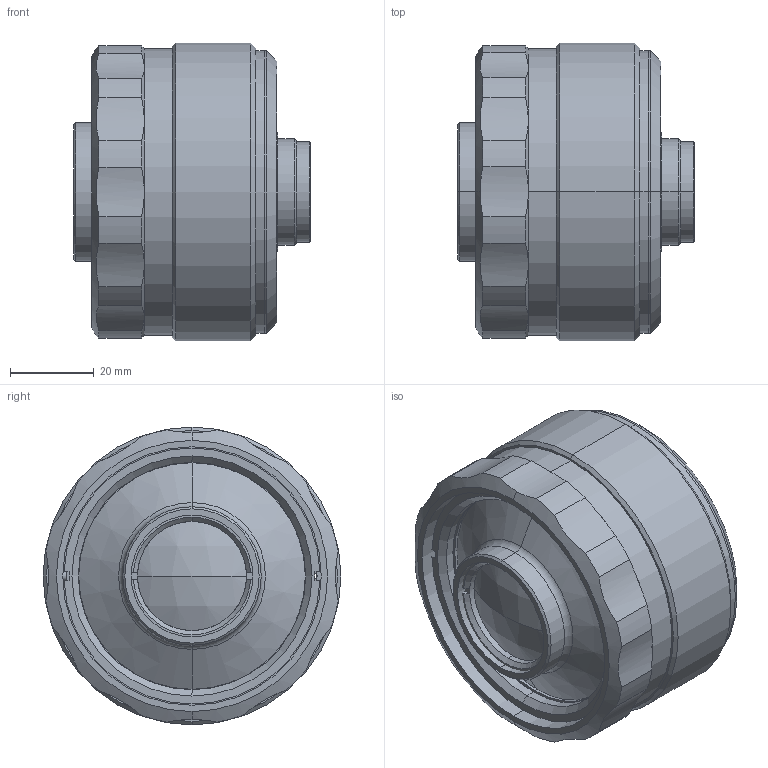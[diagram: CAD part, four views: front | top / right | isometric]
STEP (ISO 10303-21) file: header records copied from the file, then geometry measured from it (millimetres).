
FILE_DESCRIPTION (( 'STEP AP203' ), '1' );
FILE_NAME ('DP71263_SW03520.step', '2020-01-23T13:56:25', ( '' ), ( '' ), 'SwSTEP 2.0', 'SolidWorks 2018', '' );
FILE_SCHEMA (( 'CONFIG_CONTROL_DESIGN' ));
Length unit declared in the file: millimetre
Products named in the file (2): DP71263_SW03520
Bounding box: 56.42 x 71 x 71 mm (x, y, z)
Surface area: 27912.6 mm2 (no closed solid volume)
Topology: 0 solids, 10 shells, 114 faces, 320 edges, 221 vertices
Faces by surface type: cylinder 62, cone 25, plane 21, sphere 4, torus 2
Entity records: 4285 total; most frequent: CARTESIAN_POINT 1135, DIRECTION 673, ORIENTED_EDGE 556, EDGE_CURVE 320, AXIS2_PLACEMENT_3D 279, VERTEX_POINT 221, CIRCLE 163, EDGE_LOOP 137
